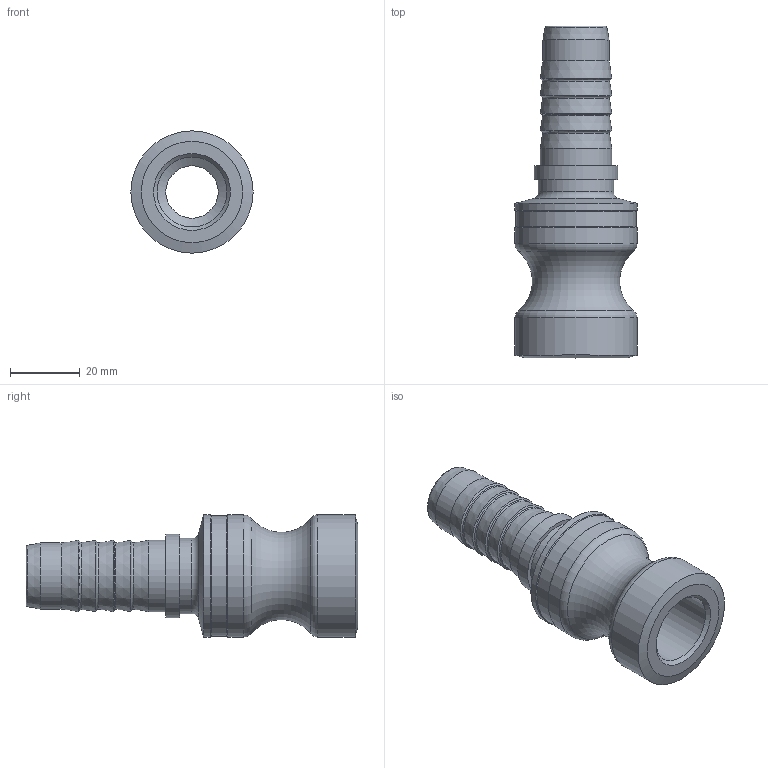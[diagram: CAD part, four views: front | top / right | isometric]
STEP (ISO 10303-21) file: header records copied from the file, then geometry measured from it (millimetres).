
FILE_DESCRIPTION(/* description */ ('SCHLAUCHSTECKER SLW 19'),/* implementation_level */ '2;1');
FILE_NAME(/* name */ 'vstp_25_19_r.stp',/* time_stamp */ '2020-04-27T12:46:13+02:00',/* author */ ('ertl'),/* organization */ (''),/* preprocessor_version */ 'ST-DEVELOPER v17',/* originating_system */ 'Autodesk Inventor 2018',/* authorisation */ '30483,78 mm^3');
FILE_SCHEMA (('AUTOMOTIVE_DESIGN { 1 0 10303 214 3 1 1 }'));
Length unit declared in the file: millimetre
Products named in the file (1): 20060811B0000017-00
Bounding box: 35 x 95 x 35 mm (x, y, z)
Volume: 30368.4 mm3; surface area: 14549.7 mm2
Topology: 1 solids, 1 shells, 39 faces, 124 edges, 89 vertices
Faces by surface type: cone 16, cylinder 10, torus 9, plane 4
Full cylindrical faces by diameter (mm): 15 x1, 19 x1, 20 x1, 20.5 x1, 21.5 x1, 24 x1, 34.5 x1, 35 x3
Entity records: 1557 total; most frequent: DIRECTION 302, CARTESIAN_POINT 253, ORIENTED_EDGE 248, AXIS2_PLACEMENT_3D 138, EDGE_CURVE 124, CIRCLE 98, VERTEX_POINT 89, EDGE_LOOP 43
